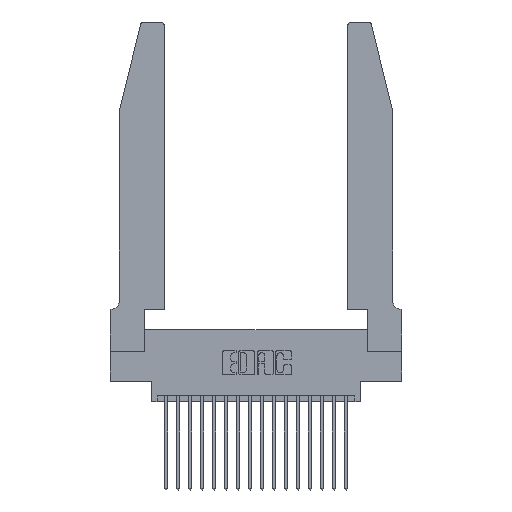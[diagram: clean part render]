
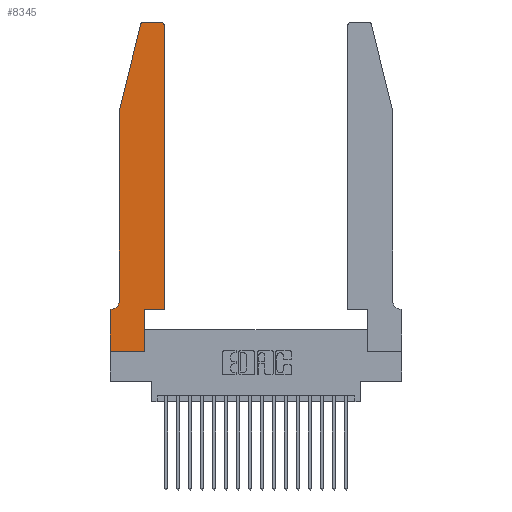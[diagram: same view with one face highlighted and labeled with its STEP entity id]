
A CAD part, top view. The second image highlights one B-rep face of the part: STEP entity #8345.
In plain terms, the highlighted planar face has unit normal (0, 0, 1).
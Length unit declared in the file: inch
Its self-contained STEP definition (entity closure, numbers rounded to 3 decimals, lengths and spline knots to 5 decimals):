
#279 = VERTEX_POINT ( 'NONE', #1442 ) ;
#339 = LINE ( 'NONE', #13980, #1634 ) ;
#356 = CARTESIAN_POINT ( 'NONE',  ( 0.4205, 2.72, 0.37 ) ) ;
#553 = LINE ( 'NONE', #10068, #15558 ) ;
#933 = CARTESIAN_POINT ( 'NONE',  ( 0.25487, 2.72718, 0.37 ) ) ;
#1134 = ORIENTED_EDGE ( 'NONE', *, *, #18448, .T. ) ;
#1401 = ORIENTED_EDGE ( 'NONE', *, *, #3162, .T. ) ;
#1442 = CARTESIAN_POINT ( 'NONE',  ( 0.0055, 0.35, 0.37 ) ) ;
#1535 = AXIS2_PLACEMENT_3D ( 'NONE', #2376, #17051, #20293 ) ;
#1634 = VECTOR ( 'NONE', #17212, 39.37008 ) ;
#1820 = ORIENTED_EDGE ( 'NONE', *, *, #7623, .T. ) ;
#1867 = EDGE_CURVE ( 'NONE', #11966, #1972, #17174, .T. ) ;
#1972 = VERTEX_POINT ( 'NONE', #19495 ) ;
#2376 = CARTESIAN_POINT ( 'NONE',  ( 0.284, 2.72, 0.37 ) ) ;
#2472 = VERTEX_POINT ( 'NONE', #19087 ) ;
#2570 = EDGE_CURVE ( 'NONE', #14019, #4172, #16892, .T. ) ;
#2977 = LINE ( 'NONE', #8627, #16907 ) ;
#3162 = EDGE_CURVE ( 'NONE', #6398, #7308, #19685, .T. ) ;
#3463 = CARTESIAN_POINT ( 'NONE',  ( 0., 0.35, 0.37 ) ) ;
#3913 = CARTESIAN_POINT ( 'NONE',  ( 0.0755, 2., 0.37 ) ) ;
#4172 = VERTEX_POINT ( 'NONE', #4619 ) ;
#4194 = ORIENTED_EDGE ( 'NONE', *, *, #6581, .T. ) ;
#4598 = ORIENTED_EDGE ( 'NONE', *, *, #12010, .T. ) ;
#4615 = CARTESIAN_POINT ( 'NONE',  ( 0.0755, 2., 0.37 ) ) ;
#4619 = CARTESIAN_POINT ( 'NONE',  ( 0.4505, 0.35, 0.37 ) ) ;
#4940 = DIRECTION ( 'NONE',  ( 0., -1., 0. ) ) ;
#5410 = LINE ( 'NONE', #6137, #20093 ) ;
#5592 = DIRECTION ( 'NONE',  ( -1., 0., 0. ) ) ;
#6137 = CARTESIAN_POINT ( 'NONE',  ( 0.0755, 2., 0.37 ) ) ;
#6398 = VERTEX_POINT ( 'NONE', #8258 ) ;
#6581 = EDGE_CURVE ( 'NONE', #12763, #6813, #17872, .T. ) ;
#6813 = VERTEX_POINT ( 'NONE', #4615 ) ;
#6876 = EDGE_CURVE ( 'NONE', #18035, #279, #19876, .T. ) ;
#6886 = ORIENTED_EDGE ( 'NONE', *, *, #18100, .T. ) ;
#7038 = AXIS2_PLACEMENT_3D ( 'NONE', #3463, #19699, #10035 ) ;
#7308 = VERTEX_POINT ( 'NONE', #19630 ) ;
#7623 = EDGE_CURVE ( 'NONE', #6813, #18035, #5410, .T. ) ;
#7753 = ORIENTED_EDGE ( 'NONE', *, *, #1867, .T. ) ;
#8041 = ORIENTED_EDGE ( 'NONE', *, *, #12414, .T. ) ;
#8258 = CARTESIAN_POINT ( 'NONE',  ( 0.4505, 2.72, 0.37 ) ) ;
#8345 = ADVANCED_FACE ( 'NONE', ( #13023 ), #13286, .T. ) ;
#8595 = VECTOR ( 'NONE', #12421, 39.37008 ) ;
#8627 = CARTESIAN_POINT ( 'NONE',  ( 0.2605, 2.75, 0.37 ) ) ;
#8882 = CARTESIAN_POINT ( 'NONE',  ( 0.0755, 0.42, 0.37 ) ) ;
#8921 = ORIENTED_EDGE ( 'NONE', *, *, #6876, .T. ) ;
#9016 = CARTESIAN_POINT ( 'NONE',  ( 0.4505, 0.35, 0.37 ) ) ;
#9210 = CARTESIAN_POINT ( 'NONE',  ( 0., 0., 0.37 ) ) ;
#9231 = CARTESIAN_POINT ( 'NONE',  ( 0.4505, 0.35, 0.37 ) ) ;
#9511 = CIRCLE ( 'NONE', #1535, 0.03 ) ;
#9987 = EDGE_LOOP ( 'NONE', ( #8041, #6886, #4194, #1820, #8921, #17524, #1134, #7753, #11416, #13273, #4598, #1401 ) ) ;
#10035 = DIRECTION ( 'NONE',  ( 1., 0., 0. ) ) ;
#10068 = CARTESIAN_POINT ( 'NONE',  ( 0., 0., 0.37 ) ) ;
#10119 = DIRECTION ( 'NONE',  ( -1., 0., 0. ) ) ;
#10578 = LINE ( 'NONE', #9016, #13596 ) ;
#11416 = ORIENTED_EDGE ( 'NONE', *, *, #17460, .T. ) ;
#11890 = LINE ( 'NONE', #18932, #17683 ) ;
#11966 = VERTEX_POINT ( 'NONE', #18941 ) ;
#11989 = DIRECTION ( 'NONE',  ( 0., 0., -1. ) ) ;
#12010 = EDGE_CURVE ( 'NONE', #4172, #6398, #10578, .T. ) ;
#12065 = AXIS2_PLACEMENT_3D ( 'NONE', #20226, #11989, #5592 ) ;
#12414 = EDGE_CURVE ( 'NONE', #7308, #2472, #2977, .T. ) ;
#12421 = DIRECTION ( 'NONE',  ( 1., 0., 0. ) ) ;
#12763 = VERTEX_POINT ( 'NONE', #933 ) ;
#13023 = FACE_OUTER_BOUND ( 'NONE', #9987, .T. ) ;
#13273 = ORIENTED_EDGE ( 'NONE', *, *, #2570, .T. ) ;
#13286 = PLANE ( 'NONE',  #7038 ) ;
#13486 = CARTESIAN_POINT ( 'NONE',  ( 0., 0.35, 0.37 ) ) ;
#13596 = VECTOR ( 'NONE', #18802, 39.37008 ) ;
#13980 = CARTESIAN_POINT ( 'NONE',  ( 0.2865, 0.35, 0.37 ) ) ;
#14019 = VERTEX_POINT ( 'NONE', #20626 ) ;
#14095 = DIRECTION ( 'NONE',  ( 1., 0., 0. ) ) ;
#15558 = VECTOR ( 'NONE', #4940, 39.37008 ) ;
#15668 = EDGE_CURVE ( 'NONE', #279, #19822, #11890, .T. ) ;
#16178 = VECTOR ( 'NONE', #14095, 39.37008 ) ;
#16515 = DIRECTION ( 'NONE',  ( -0.239, -0.971, 0. ) ) ;
#16892 = LINE ( 'NONE', #9231, #16178 ) ;
#16907 = VECTOR ( 'NONE', #10119, 39.37008 ) ;
#17051 = DIRECTION ( 'NONE',  ( 0., 0., 1. ) ) ;
#17174 = LINE ( 'NONE', #9210, #8595 ) ;
#17212 = DIRECTION ( 'NONE',  ( 0., 1., 0. ) ) ;
#17373 = VECTOR ( 'NONE', #16515, 39.37008 ) ;
#17460 = EDGE_CURVE ( 'NONE', #1972, #14019, #339, .T. ) ;
#17524 = ORIENTED_EDGE ( 'NONE', *, *, #15668, .T. ) ;
#17683 = VECTOR ( 'NONE', #18733, 39.37008 ) ;
#17872 = LINE ( 'NONE', #3913, #17373 ) ;
#17959 = DIRECTION ( 'NONE',  ( 1., 0., 0. ) ) ;
#18035 = VERTEX_POINT ( 'NONE', #8882 ) ;
#18100 = EDGE_CURVE ( 'NONE', #2472, #12763, #9511, .T. ) ;
#18158 = DIRECTION ( 'NONE',  ( 0., 0., 1. ) ) ;
#18340 = AXIS2_PLACEMENT_3D ( 'NONE', #356, #18158, #17959 ) ;
#18448 = EDGE_CURVE ( 'NONE', #19822, #11966, #553, .T. ) ;
#18733 = DIRECTION ( 'NONE',  ( -1., 0., 0. ) ) ;
#18802 = DIRECTION ( 'NONE',  ( 0., 1., 0. ) ) ;
#18932 = CARTESIAN_POINT ( 'NONE',  ( 0.0755, 0.35, 0.37 ) ) ;
#18941 = CARTESIAN_POINT ( 'NONE',  ( 0., 0., 0.37 ) ) ;
#19087 = CARTESIAN_POINT ( 'NONE',  ( 0.284, 2.75, 0.37 ) ) ;
#19441 = DIRECTION ( 'NONE',  ( 0., -1., 0. ) ) ;
#19495 = CARTESIAN_POINT ( 'NONE',  ( 0.2865, 0., 0.37 ) ) ;
#19630 = CARTESIAN_POINT ( 'NONE',  ( 0.4205, 2.75, 0.37 ) ) ;
#19685 = CIRCLE ( 'NONE', #18340, 0.03 ) ;
#19699 = DIRECTION ( 'NONE',  ( 0., 0., 1. ) ) ;
#19822 = VERTEX_POINT ( 'NONE', #13486 ) ;
#19876 = CIRCLE ( 'NONE', #12065, 0.07 ) ;
#20093 = VECTOR ( 'NONE', #19441, 39.37008 ) ;
#20226 = CARTESIAN_POINT ( 'NONE',  ( 0.0055, 0.42, 0.37 ) ) ;
#20293 = DIRECTION ( 'NONE',  ( 1., 0., 0. ) ) ;
#20626 = CARTESIAN_POINT ( 'NONE',  ( 0.2865, 0.35, 0.37 ) ) ;
